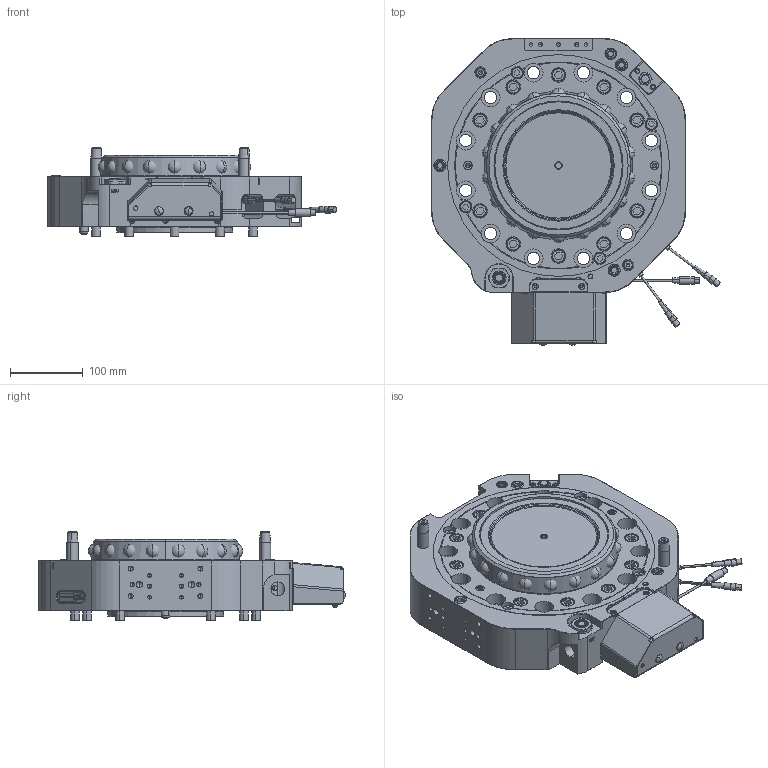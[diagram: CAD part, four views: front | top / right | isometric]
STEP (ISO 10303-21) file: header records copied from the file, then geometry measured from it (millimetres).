
FILE_DESCRIPTION (( 'STEP AP214' ), '1' );
FILE_NAME ('P7923.STEP', '2023-09-19T07:46:24', ( '' ), ( '' ), 'SwSTEP 2.0', 'SolidWorks 2021', '' );
FILE_SCHEMA (( 'AUTOMOTIVE_DESIGN' ));
Length unit declared in the file: millimetre
Products named in the file (1): P7923
Bounding box: 398.2 x 423.01 x 122.5 mm (x, y, z)
Volume: 8081161.4 mm3; surface area: 891660.3 mm2
Topology: 74 solids, 76 shells, 2360 faces, 5828 edges, 3647 vertices
Faces by surface type: plane 896, cylinder 796, cone 401, bspline 115, torus 108, sphere 44
Entity records: 102340 total; most frequent: CARTESIAN_POINT 19949, DIRECTION 11819, ORIENTED_EDGE 11236, EDGE_CURVE 5618, AXIS2_PLACEMENT_3D 4415, VERTEX_POINT 3592, LINE 2989, VECTOR 2989
